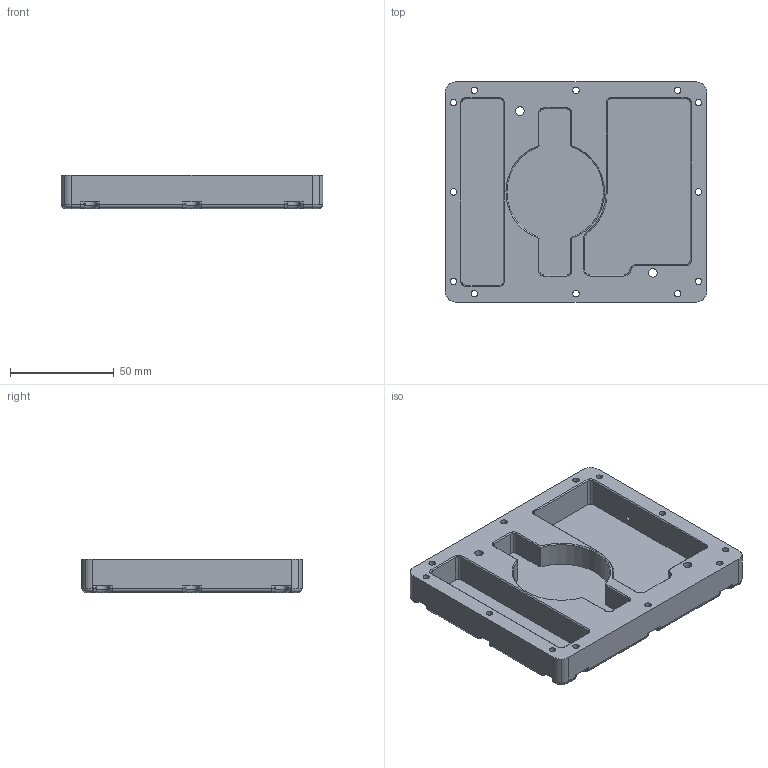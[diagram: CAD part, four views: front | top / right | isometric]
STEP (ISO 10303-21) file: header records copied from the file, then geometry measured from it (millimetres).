
FILE_DESCRIPTION (( 'STEP AP214' ), '1' );
FILE_NAME ('bottom plate mod.STEP', '2024-08-01T09:13:19', ( '' ), ( '' ), 'SwSTEP 2.0', 'SolidWorks 2024', '' );
FILE_SCHEMA (( 'AUTOMOTIVE_DESIGN' ));
Length unit declared in the file: millimetre
Products named in the file (1): bottom plate mod
Bounding box: 126 x 106 x 16 mm (x, y, z)
Volume: 106842.1 mm3; surface area: 44820.5 mm2
Topology: 1 solids, 1 shells, 393 faces, 1021 edges, 635 vertices
Faces by surface type: cylinder 229, plane 87, torus 43, cone 34
Entity records: 12204 total; most frequent: DIRECTION 2347, CARTESIAN_POINT 2058, ORIENTED_EDGE 2042, EDGE_CURVE 1021, AXIS2_PLACEMENT_3D 936, VERTEX_POINT 635, CIRCLE 542, VECTOR 475
